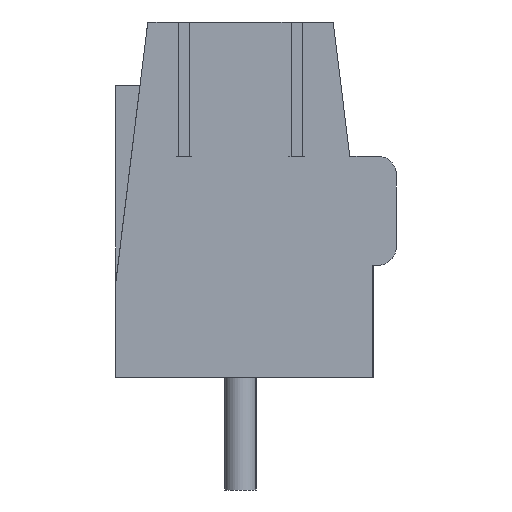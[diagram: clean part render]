
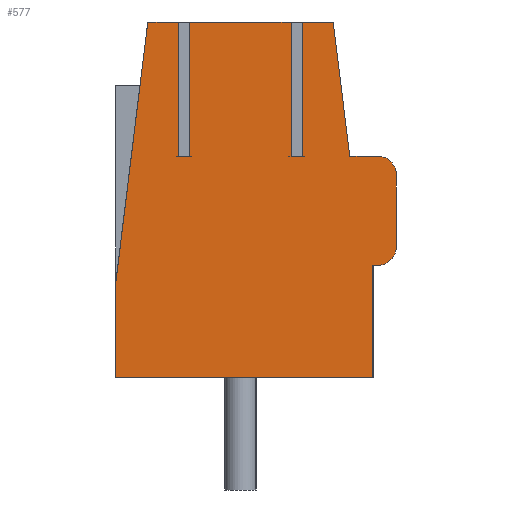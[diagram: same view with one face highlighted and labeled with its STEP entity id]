
A CAD part, left-side view. The second image highlights one B-rep face of the part: STEP entity #577.
In plain terms, the highlighted planar face has unit normal (-1, 0, 0).
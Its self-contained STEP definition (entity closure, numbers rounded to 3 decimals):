
#13=DIRECTION('',(0.,0.,1.));
#21=EDGE_CURVE('',#22,#24,#26,.T.);
#22=VERTEX_POINT('',#23);
#23=CARTESIAN_POINT('',(-2.5,-4.25,0.));
#24=VERTEX_POINT('',#25);
#25=CARTESIAN_POINT('',(-2.5,4.,0.));
#26=LINE('',#23,#27);
#27=VECTOR('',#28,1.);
#28=DIRECTION('',(0.,1.,0.));
#50=DIRECTION('',(0.,0.,-1.));
#58=DIRECTION('',(1.,0.,0.));
#66=DIRECTION('',(0.,-1.,0.));
#577=ADVANCED_FACE('',(#578),#686,.F.);
#578=FACE_BOUND('',#579,.F.);
#579=EDGE_LOOP('',(#580,#591,#597,#602,#603,#609,#616,#623,#628,#633,#638,#642,#647,#652,#657,#661,#668,#675,#682));
#580=ORIENTED_EDGE('',*,*,#581,.F.);
#581=EDGE_CURVE('',#582,#584,#586,.T.);
#582=VERTEX_POINT('',#583);
#583=CARTESIAN_POINT('',(-2.5,-4.4,3.6));
#584=VERTEX_POINT('',#585);
#585=CARTESIAN_POINT('',(-2.5,-5.,4.2));
#586=CIRCLE('',#587,0.6);
#587=AXIS2_PLACEMENT_3D('',#588,#589,#590);
#588=CARTESIAN_POINT('',(-2.5,-4.4,4.2));
#589=DIRECTION('',(-1.,0.,-0.));
#590=DIRECTION('',(-0.,0.,1.));
#591=ORIENTED_EDGE('',*,*,#592,.T.);
#592=EDGE_CURVE('',#582,#593,#595,.T.);
#593=VERTEX_POINT('',#594);
#594=CARTESIAN_POINT('',(-2.5,-4.25,3.6));
#595=LINE('',#596,#27);
#596=CARTESIAN_POINT('',(-2.5,-5.,3.6));
#597=ORIENTED_EDGE('',*,*,#598,.T.);
#598=EDGE_CURVE('',#593,#22,#599,.T.);
#599=LINE('',#600,#601);
#600=CARTESIAN_POINT('',(-2.5,-4.25,11.4));
#601=VECTOR('',#50,1.);
#602=ORIENTED_EDGE('',*,*,#21,.T.);
#603=ORIENTED_EDGE('',*,*,#604,.T.);
#604=EDGE_CURVE('',#24,#605,#607,.T.);
#605=VERTEX_POINT('',#606);
#606=CARTESIAN_POINT('',(-2.5,4.,3.));
#607=LINE('',#25,#608);
#608=VECTOR('',#13,1.);
#609=ORIENTED_EDGE('',*,*,#610,.F.);
#610=EDGE_CURVE('',#611,#605,#613,.T.);
#611=VERTEX_POINT('',#612);
#612=CARTESIAN_POINT('',(-2.5,2.97,11.4));
#613=LINE('',#612,#614);
#614=VECTOR('',#615,1.);
#615=DIRECTION('',(0.,0.122,-0.993));
#616=ORIENTED_EDGE('',*,*,#617,.T.);
#617=EDGE_CURVE('',#611,#618,#620,.T.);
#618=VERTEX_POINT('',#619);
#619=CARTESIAN_POINT('',(-2.5,1.978,11.4));
#620=LINE('',#621,#622);
#621=CARTESIAN_POINT('',(-2.5,4.,11.4));
#622=VECTOR('',#66,1.);
#623=ORIENTED_EDGE('',*,*,#624,.F.);
#624=EDGE_CURVE('',#625,#618,#627,.T.);
#625=VERTEX_POINT('',#626);
#626=CARTESIAN_POINT('',(-2.5,1.978,7.1));
#627=LINE('',#626,#608);
#628=ORIENTED_EDGE('',*,*,#629,.F.);
#629=EDGE_CURVE('',#630,#625,#632,.T.);
#630=VERTEX_POINT('',#631);
#631=CARTESIAN_POINT('',(-2.5,1.623,7.1));
#632=LINE('',#631,#27);
#633=ORIENTED_EDGE('',*,*,#634,.T.);
#634=EDGE_CURVE('',#630,#635,#637,.T.);
#635=VERTEX_POINT('',#636);
#636=CARTESIAN_POINT('',(-2.5,1.623,11.4));
#637=LINE('',#631,#608);
#638=ORIENTED_EDGE('',*,*,#639,.T.);
#639=EDGE_CURVE('',#635,#640,#620,.T.);
#640=VERTEX_POINT('',#641);
#641=CARTESIAN_POINT('',(-2.5,-1.623,11.4));
#642=ORIENTED_EDGE('',*,*,#643,.F.);
#643=EDGE_CURVE('',#644,#640,#646,.T.);
#644=VERTEX_POINT('',#645);
#645=CARTESIAN_POINT('',(-2.5,-1.623,7.1));
#646=LINE('',#645,#608);
#647=ORIENTED_EDGE('',*,*,#648,.F.);
#648=EDGE_CURVE('',#649,#644,#651,.T.);
#649=VERTEX_POINT('',#650);
#650=CARTESIAN_POINT('',(-2.5,-1.978,7.1));
#651=LINE('',#650,#27);
#652=ORIENTED_EDGE('',*,*,#653,.T.);
#653=EDGE_CURVE('',#649,#654,#656,.T.);
#654=VERTEX_POINT('',#655);
#655=CARTESIAN_POINT('',(-2.5,-1.978,11.4));
#656=LINE('',#650,#608);
#657=ORIENTED_EDGE('',*,*,#658,.T.);
#658=EDGE_CURVE('',#654,#659,#620,.T.);
#659=VERTEX_POINT('',#660);
#660=CARTESIAN_POINT('',(-2.5,-2.976,11.4));
#661=ORIENTED_EDGE('',*,*,#662,.T.);
#662=EDGE_CURVE('',#659,#663,#665,.T.);
#663=VERTEX_POINT('',#664);
#664=CARTESIAN_POINT('',(-2.5,-3.506,7.1));
#665=LINE('',#660,#666);
#666=VECTOR('',#667,1.);
#667=DIRECTION('',(0.,-0.122,-0.992));
#668=ORIENTED_EDGE('',*,*,#669,.F.);
#669=EDGE_CURVE('',#670,#663,#672,.T.);
#670=VERTEX_POINT('',#671);
#671=CARTESIAN_POINT('',(-2.5,-4.4,7.1));
#672=LINE('',#671,#673);
#673=VECTOR('',#674,1.);
#674=DIRECTION('',(0.,1.,0.));
#675=ORIENTED_EDGE('',*,*,#676,.T.);
#676=EDGE_CURVE('',#670,#677,#679,.T.);
#677=VERTEX_POINT('',#678);
#678=CARTESIAN_POINT('',(-2.5,-5.,6.5));
#679=CIRCLE('',#680,0.6);
#680=AXIS2_PLACEMENT_3D('',#681,#58,#590);
#681=CARTESIAN_POINT('',(-2.5,-4.4,6.5));
#682=ORIENTED_EDGE('',*,*,#683,.T.);
#683=EDGE_CURVE('',#677,#584,#684,.T.);
#684=LINE('',#685,#601);
#685=CARTESIAN_POINT('',(-2.5,-5.,7.1));
#686=PLANE('',#687);
#687=AXIS2_PLACEMENT_3D('',#688,#58,#590);
#688=CARTESIAN_POINT('',(-2.5,-0.125,5.7));
